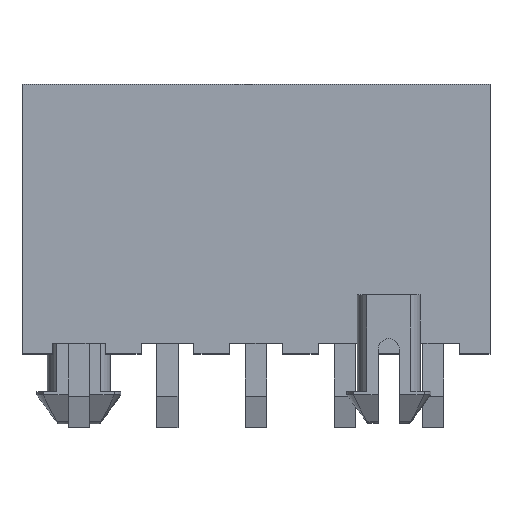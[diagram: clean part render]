
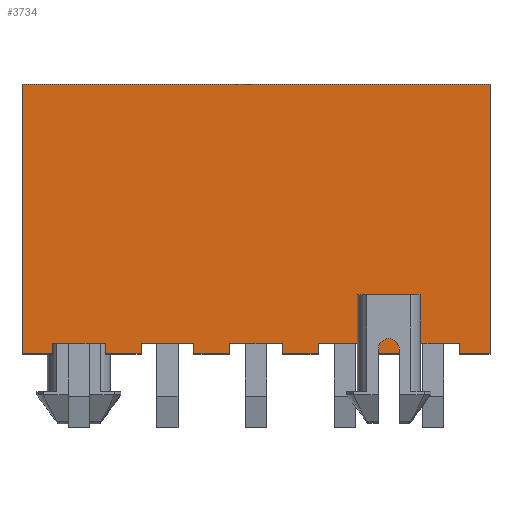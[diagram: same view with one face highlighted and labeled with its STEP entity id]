
A CAD part, top view. The second image highlights one B-rep face of the part: STEP entity #3734.
In plain terms, the highlighted planar face has unit normal (0, 0, 1).
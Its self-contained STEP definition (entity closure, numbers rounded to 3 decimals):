
#17=DIRECTION('',(0.,-1.,0.));
#18=VECTOR('',#17,12.8);
#19=CARTESIAN_POINT('',(-11.1,12.8,2.7));
#20=LINE('',#19,#18);
#201=DIRECTION('',(0.,-1.,0.));
#202=VECTOR('',#201,2.08);
#203=CARTESIAN_POINT('',(5.05,2.8,2.7));
#204=LINE('',#203,#202);
#205=DIRECTION('',(0.,-1.,0.));
#206=VECTOR('',#205,2.08);
#207=CARTESIAN_POINT('',(7.55,2.8,2.7));
#208=LINE('',#207,#206);
#209=DIRECTION('',(1.,0.,0.));
#210=VECTOR('',#209,2.5);
#211=CARTESIAN_POINT('',(5.05,2.8,2.7));
#212=LINE('',#211,#210);
#213=DIRECTION('',(0.,1.,0.));
#214=VECTOR('',#213,0.5);
#215=CARTESIAN_POINT('',(-9.65,0.,2.7));
#216=LINE('',#215,#214);
#217=DIRECTION('',(-1.,0.,0.));
#218=VECTOR('',#217,1.45);
#219=CARTESIAN_POINT('',(-9.65,0.,2.7));
#220=LINE('',#219,#218);
#221=DIRECTION('',(1.,0.,0.));
#222=VECTOR('',#221,22.2);
#223=CARTESIAN_POINT('',(-11.1,12.8,2.7));
#224=LINE('',#223,#222);
#225=DIRECTION('',(-1.,0.,0.));
#226=VECTOR('',#225,1.45);
#227=CARTESIAN_POINT('',(11.1,0.,2.7));
#228=LINE('',#227,#226);
#229=DIRECTION('',(0.,1.,0.));
#230=VECTOR('',#229,0.5);
#231=CARTESIAN_POINT('',(9.65,0.,2.7));
#232=LINE('',#231,#230);
#233=DIRECTION('',(-1.,0.,0.));
#234=VECTOR('',#233,2.5);
#235=CARTESIAN_POINT('',(9.65,0.5,2.7));
#236=LINE('',#235,#234);
#237=DIRECTION('',(0.,1.,0.));
#238=VECTOR('',#237,0.5);
#239=CARTESIAN_POINT('',(7.15,0.,2.7));
#240=LINE('',#239,#238);
#241=DIRECTION('',(-1.,0.,0.));
#242=VECTOR('',#241,1.7);
#243=CARTESIAN_POINT('',(7.15,0.,2.7));
#244=LINE('',#243,#242);
#245=DIRECTION('',(0.,1.,0.));
#246=VECTOR('',#245,0.5);
#247=CARTESIAN_POINT('',(5.45,0.,2.7));
#248=LINE('',#247,#246);
#249=DIRECTION('',(-1.,0.,0.));
#250=VECTOR('',#249,2.5);
#251=CARTESIAN_POINT('',(5.45,0.5,2.7));
#252=LINE('',#251,#250);
#253=DIRECTION('',(0.,1.,0.));
#254=VECTOR('',#253,0.5);
#255=CARTESIAN_POINT('',(2.95,0.,2.7));
#256=LINE('',#255,#254);
#257=DIRECTION('',(-1.,0.,0.));
#258=VECTOR('',#257,1.7);
#259=CARTESIAN_POINT('',(2.95,0.,2.7));
#260=LINE('',#259,#258);
#261=DIRECTION('',(0.,1.,0.));
#262=VECTOR('',#261,0.5);
#263=CARTESIAN_POINT('',(1.25,0.,2.7));
#264=LINE('',#263,#262);
#265=DIRECTION('',(-1.,0.,0.));
#266=VECTOR('',#265,2.5);
#267=CARTESIAN_POINT('',(1.25,0.5,2.7));
#268=LINE('',#267,#266);
#269=DIRECTION('',(0.,1.,0.));
#270=VECTOR('',#269,0.5);
#271=CARTESIAN_POINT('',(-1.25,0.,2.7));
#272=LINE('',#271,#270);
#273=DIRECTION('',(-1.,0.,0.));
#274=VECTOR('',#273,1.7);
#275=CARTESIAN_POINT('',(-1.25,0.,2.7));
#276=LINE('',#275,#274);
#277=DIRECTION('',(0.,1.,0.));
#278=VECTOR('',#277,0.5);
#279=CARTESIAN_POINT('',(-2.95,0.,2.7));
#280=LINE('',#279,#278);
#281=DIRECTION('',(-1.,0.,0.));
#282=VECTOR('',#281,2.5);
#283=CARTESIAN_POINT('',(-2.95,0.5,2.7));
#284=LINE('',#283,#282);
#285=DIRECTION('',(0.,1.,0.));
#286=VECTOR('',#285,0.5);
#287=CARTESIAN_POINT('',(-5.45,0.,2.7));
#288=LINE('',#287,#286);
#289=DIRECTION('',(-1.,0.,0.));
#290=VECTOR('',#289,1.7);
#291=CARTESIAN_POINT('',(-5.45,0.,2.7));
#292=LINE('',#291,#290);
#293=DIRECTION('',(0.,1.,0.));
#294=VECTOR('',#293,0.5);
#295=CARTESIAN_POINT('',(-7.15,0.,2.7));
#296=LINE('',#295,#294);
#297=DIRECTION('',(-1.,0.,0.));
#298=VECTOR('',#297,2.5);
#299=CARTESIAN_POINT('',(-7.15,0.5,2.7));
#300=LINE('',#299,#298);
#323=DIRECTION('',(1.,0.,0.));
#324=VECTOR('',#323,2.5);
#325=CARTESIAN_POINT('',(5.05,0.72,2.7));
#326=LINE('',#325,#324);
#1327=DIRECTION('',(0.,-1.,0.));
#1328=VECTOR('',#1327,12.8);
#1329=CARTESIAN_POINT('',(11.1,12.8,2.7));
#1330=LINE('',#1329,#1328);
#2577=CARTESIAN_POINT('',(-11.1,12.8,2.7));
#2578=VERTEX_POINT('',#2577);
#2579=CARTESIAN_POINT('',(-11.1,0.,2.7));
#2580=VERTEX_POINT('',#2579);
#2585=CARTESIAN_POINT('',(11.1,12.8,2.7));
#2586=VERTEX_POINT('',#2585);
#2587=CARTESIAN_POINT('',(11.1,0.,2.7));
#2588=VERTEX_POINT('',#2587);
#2673=CARTESIAN_POINT('',(7.15,0.,2.7));
#2675=VERTEX_POINT('',#2673);
#2677=CARTESIAN_POINT('',(9.65,0.,2.7));
#2679=VERTEX_POINT('',#2677);
#2689=CARTESIAN_POINT('',(7.15,0.5,2.7));
#2690=VERTEX_POINT('',#2689);
#2691=CARTESIAN_POINT('',(9.65,0.5,2.7));
#2692=VERTEX_POINT('',#2691);
#2795=CARTESIAN_POINT('',(5.05,2.8,2.7));
#2796=VERTEX_POINT('',#2795);
#2801=CARTESIAN_POINT('',(2.95,0.,2.7));
#2803=VERTEX_POINT('',#2801);
#2805=CARTESIAN_POINT('',(5.45,0.,2.7));
#2807=VERTEX_POINT('',#2805);
#2817=CARTESIAN_POINT('',(2.95,0.5,2.7));
#2818=VERTEX_POINT('',#2817);
#2819=CARTESIAN_POINT('',(5.45,0.5,2.7));
#2820=VERTEX_POINT('',#2819);
#2821=CARTESIAN_POINT('',(-1.25,0.,2.7));
#2823=VERTEX_POINT('',#2821);
#2825=CARTESIAN_POINT('',(1.25,0.,2.7));
#2827=VERTEX_POINT('',#2825);
#2837=CARTESIAN_POINT('',(-1.25,0.5,2.7));
#2838=VERTEX_POINT('',#2837);
#2839=CARTESIAN_POINT('',(1.25,0.5,2.7));
#2840=VERTEX_POINT('',#2839);
#2841=CARTESIAN_POINT('',(-5.45,0.,2.7));
#2843=VERTEX_POINT('',#2841);
#2845=CARTESIAN_POINT('',(-2.95,0.,2.7));
#2847=VERTEX_POINT('',#2845);
#2857=CARTESIAN_POINT('',(-5.45,0.5,2.7));
#2858=VERTEX_POINT('',#2857);
#2859=CARTESIAN_POINT('',(-2.95,0.5,2.7));
#2860=VERTEX_POINT('',#2859);
#2861=CARTESIAN_POINT('',(-9.65,0.,2.7));
#2863=VERTEX_POINT('',#2861);
#2865=CARTESIAN_POINT('',(-7.15,0.,2.7));
#2867=VERTEX_POINT('',#2865);
#2877=CARTESIAN_POINT('',(-9.65,0.5,2.7));
#2878=VERTEX_POINT('',#2877);
#2879=CARTESIAN_POINT('',(-7.15,0.5,2.7));
#2880=VERTEX_POINT('',#2879);
#2887=CARTESIAN_POINT('',(7.55,2.8,2.7));
#2888=VERTEX_POINT('',#2887);
#2973=CARTESIAN_POINT('',(5.05,0.72,2.7));
#2974=VERTEX_POINT('',#2973);
#2988=CARTESIAN_POINT('',(7.55,0.72,2.7));
#2990=VERTEX_POINT('',#2988);
#3677=CARTESIAN_POINT('',(-11.1,12.8,2.7));
#3678=DIRECTION('',(0.,0.,1.));
#3679=DIRECTION('',(0.,-1.,0.));
#3680=AXIS2_PLACEMENT_3D('',#3677,#3678,#3679);
#3681=PLANE('',#3680);
#3683=ORIENTED_EDGE('',*,*,#3682,.F.);
#3684=ORIENTED_EDGE('',*,*,#3627,.T.);
#3685=ORIENTED_EDGE('',*,*,#3366,.F.);
#3687=ORIENTED_EDGE('',*,*,#3686,.T.);
#3689=ORIENTED_EDGE('',*,*,#3688,.T.);
#3690=ORIENTED_EDGE('',*,*,#3501,.T.);
#3691=ORIENTED_EDGE('',*,*,#3490,.T.);
#3693=ORIENTED_EDGE('',*,*,#3692,.T.);
#3695=ORIENTED_EDGE('',*,*,#3694,.F.);
#3696=ORIENTED_EDGE('',*,*,#3531,.T.);
#3698=ORIENTED_EDGE('',*,*,#3697,.T.);
#3700=ORIENTED_EDGE('',*,*,#3699,.T.);
#3702=ORIENTED_EDGE('',*,*,#3701,.F.);
#3703=ORIENTED_EDGE('',*,*,#3562,.T.);
#3705=ORIENTED_EDGE('',*,*,#3704,.T.);
#3707=ORIENTED_EDGE('',*,*,#3706,.T.);
#3709=ORIENTED_EDGE('',*,*,#3708,.F.);
#3710=ORIENTED_EDGE('',*,*,#3593,.T.);
#3712=ORIENTED_EDGE('',*,*,#3711,.T.);
#3714=ORIENTED_EDGE('',*,*,#3713,.T.);
#3716=ORIENTED_EDGE('',*,*,#3715,.F.);
#3717=ORIENTED_EDGE('',*,*,#3639,.T.);
#3719=ORIENTED_EDGE('',*,*,#3718,.T.);
#3721=ORIENTED_EDGE('',*,*,#3720,.T.);
#3722=EDGE_LOOP('',(#3683,#3684,#3685,#3687,#3689,#3690,#3691,#3693,#3695,#3696,
#3698,#3700,#3702,#3703,#3705,#3707,#3709,#3710,#3712,#3714,#3716,#3717,#3719,
#3721));
#3723=FACE_OUTER_BOUND('',#3722,.F.);
#3725=ORIENTED_EDGE('',*,*,#3724,.T.);
#3727=ORIENTED_EDGE('',*,*,#3726,.T.);
#3729=ORIENTED_EDGE('',*,*,#3728,.F.);
#3731=ORIENTED_EDGE('',*,*,#3730,.F.);
#3732=EDGE_LOOP('',(#3725,#3727,#3729,#3731));
#3733=FACE_BOUND('',#3732,.F.);
#3734=ADVANCED_FACE('',(#3723,#3733),#3681,.T.);
#3366=EDGE_CURVE('',#2578,#2580,#20,.T.);
#3490=EDGE_CURVE('',#2679,#2692,#232,.T.);
#3501=EDGE_CURVE('',#2588,#2679,#228,.T.);
#3531=EDGE_CURVE('',#2675,#2807,#244,.T.);
#3562=EDGE_CURVE('',#2803,#2827,#260,.T.);
#3593=EDGE_CURVE('',#2823,#2847,#276,.T.);
#3627=EDGE_CURVE('',#2863,#2580,#220,.T.);
#3639=EDGE_CURVE('',#2843,#2867,#292,.T.);
#3682=EDGE_CURVE('',#2863,#2878,#216,.T.);
#3686=EDGE_CURVE('',#2578,#2586,#224,.T.);
#3688=EDGE_CURVE('',#2586,#2588,#1330,.T.);
#3692=EDGE_CURVE('',#2692,#2690,#236,.T.);
#3694=EDGE_CURVE('',#2675,#2690,#240,.T.);
#3697=EDGE_CURVE('',#2807,#2820,#248,.T.);
#3699=EDGE_CURVE('',#2820,#2818,#252,.T.);
#3701=EDGE_CURVE('',#2803,#2818,#256,.T.);
#3704=EDGE_CURVE('',#2827,#2840,#264,.T.);
#3706=EDGE_CURVE('',#2840,#2838,#268,.T.);
#3708=EDGE_CURVE('',#2823,#2838,#272,.T.);
#3711=EDGE_CURVE('',#2847,#2860,#280,.T.);
#3713=EDGE_CURVE('',#2860,#2858,#284,.T.);
#3715=EDGE_CURVE('',#2843,#2858,#288,.T.);
#3718=EDGE_CURVE('',#2867,#2880,#296,.T.);
#3720=EDGE_CURVE('',#2880,#2878,#300,.T.);
#3724=EDGE_CURVE('',#2796,#2974,#204,.T.);
#3726=EDGE_CURVE('',#2974,#2990,#326,.T.);
#3728=EDGE_CURVE('',#2888,#2990,#208,.T.);
#3730=EDGE_CURVE('',#2796,#2888,#212,.T.);
